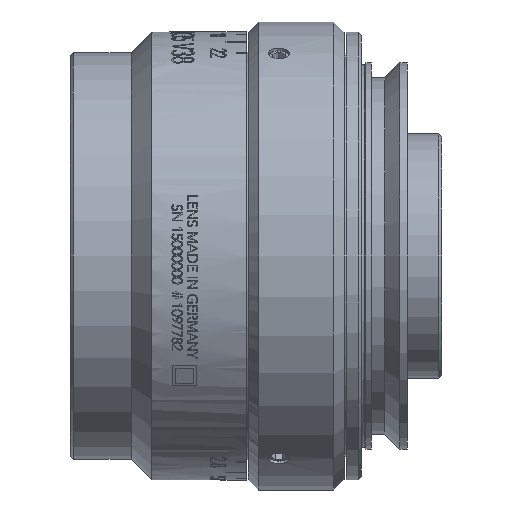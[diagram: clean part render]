
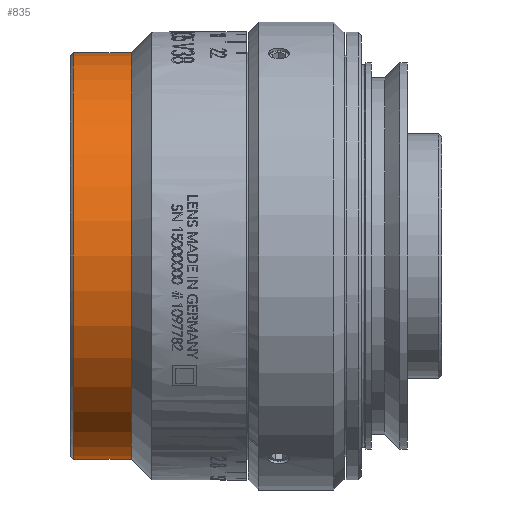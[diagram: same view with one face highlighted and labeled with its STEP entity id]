
A CAD part, front view. The second image highlights one B-rep face of the part: STEP entity #835.
In plain terms, the highlighted cylindrical face has radius 20 mm (diameter 40 mm), a full revolution.
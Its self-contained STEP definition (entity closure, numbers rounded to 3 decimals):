
#835=ADVANCED_FACE('',(#2228,#2229),#1270,.T.);
#1270=CYLINDRICAL_SURFACE('',#9273,20.);
#1882=CIRCLE('',#9270,20.);
#1883=CIRCLE('',#9272,20.);
#2228=FACE_BOUND('',#2781,.T.);
#2229=FACE_BOUND('',#2782,.T.);
#2781=EDGE_LOOP('',(#4670));
#2782=EDGE_LOOP('',(#4671));
#4670=ORIENTED_EDGE('',*,*,#7711,.F.);
#4671=ORIENTED_EDGE('',*,*,#7710,.T.);
#6538=VERTEX_POINT('',#16247);
#6539=VERTEX_POINT('',#16250);
#7710=EDGE_CURVE('',#6538,#6538,#1882,.T.);
#7711=EDGE_CURVE('',#6539,#6539,#1883,.T.);
#9270=AXIS2_PLACEMENT_3D('',#16246,#10162,#10163);
#9272=AXIS2_PLACEMENT_3D('',#16249,#10166,#10167);
#9273=AXIS2_PLACEMENT_3D('',#16251,#10168,#10169);
#10162=DIRECTION('',(-1.,0.,0.));
#10163=DIRECTION('',(0.,0.,1.));
#10166=DIRECTION('',(-1.,0.,0.));
#10167=DIRECTION('',(0.,0.,1.));
#10168=DIRECTION('',(-1.,0.,0.));
#10169=DIRECTION('',(0.,0.,1.));
#16246=CARTESIAN_POINT('',(-53.266,0.,0.));
#16247=CARTESIAN_POINT('',(-53.266,0.,20.));
#16249=CARTESIAN_POINT('',(-58.966,0.,0.));
#16250=CARTESIAN_POINT('',(-58.966,0.,20.));
#16251=CARTESIAN_POINT('',(-59.266,0.,0.));
